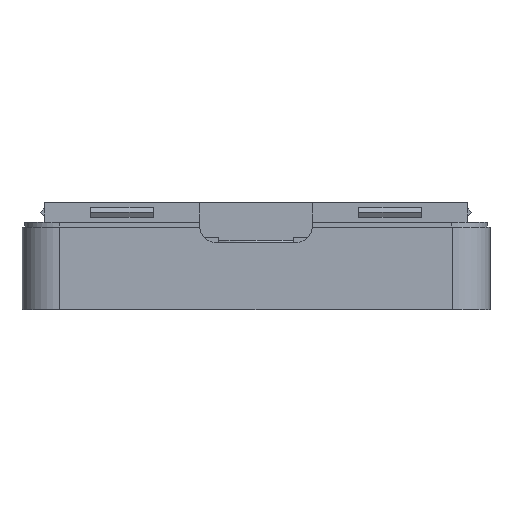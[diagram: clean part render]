
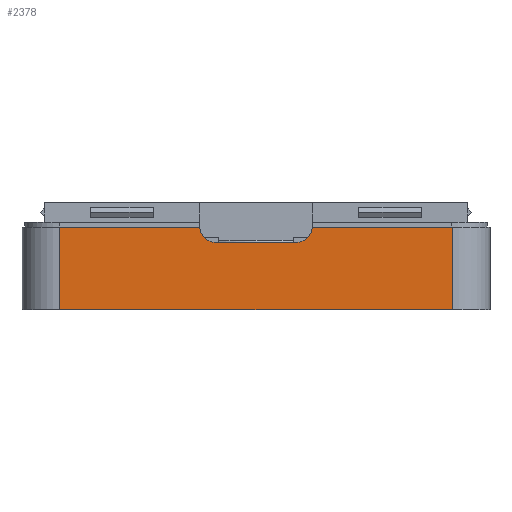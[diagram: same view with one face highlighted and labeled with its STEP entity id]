
A CAD part, front view. The second image highlights one B-rep face of the part: STEP entity #2378.
In plain terms, the highlighted planar face has unit normal (0, -1, 0).
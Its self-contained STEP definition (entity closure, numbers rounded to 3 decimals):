
#98=CIRCLE('',#2544,1.25);
#99=CIRCLE('',#2545,1.25);
#207=FACE_OUTER_BOUND('',#350,.T.);
#350=EDGE_LOOP('',(#1955,#1956,#1957,#1958,#1959,#1960,#1961,#1962));
#468=LINE('',#3416,#751);
#611=LINE('',#3763,#894);
#612=LINE('',#3765,#895);
#613=LINE('',#3769,#896);
#614=LINE('',#3773,#897);
#615=LINE('',#3774,#898);
#751=VECTOR('',#2758,10.);
#894=VECTOR('',#3071,10.);
#895=VECTOR('',#3072,10.);
#896=VECTOR('',#3075,10.);
#897=VECTOR('',#3078,10.);
#898=VECTOR('',#3079,10.);
#1015=VERTEX_POINT('',#3413);
#1016=VERTEX_POINT('',#3415);
#1135=VERTEX_POINT('',#3762);
#1136=VERTEX_POINT('',#3764);
#1137=VERTEX_POINT('',#3766);
#1138=VERTEX_POINT('',#3768);
#1139=VERTEX_POINT('',#3770);
#1140=VERTEX_POINT('',#3772);
#1263=EDGE_CURVE('',#1016,#1015,#468,.T.);
#1433=EDGE_CURVE('',#1135,#1015,#611,.T.);
#1434=EDGE_CURVE('',#1135,#1136,#612,.T.);
#1435=EDGE_CURVE('',#1136,#1137,#98,.T.);
#1436=EDGE_CURVE('',#1137,#1138,#613,.T.);
#1437=EDGE_CURVE('',#1138,#1139,#99,.T.);
#1438=EDGE_CURVE('',#1139,#1140,#614,.T.);
#1439=EDGE_CURVE('',#1016,#1140,#615,.T.);
#1955=ORIENTED_EDGE('',*,*,#1263,.T.);
#1956=ORIENTED_EDGE('',*,*,#1433,.F.);
#1957=ORIENTED_EDGE('',*,*,#1434,.T.);
#1958=ORIENTED_EDGE('',*,*,#1435,.T.);
#1959=ORIENTED_EDGE('',*,*,#1436,.T.);
#1960=ORIENTED_EDGE('',*,*,#1437,.T.);
#1961=ORIENTED_EDGE('',*,*,#1438,.T.);
#1962=ORIENTED_EDGE('',*,*,#1439,.F.);
#2262=PLANE('',#2543);
#2378=ADVANCED_FACE('',(#207),#2262,.T.);
#2543=AXIS2_PLACEMENT_3D('',#3761,#3069,#3070);
#2544=AXIS2_PLACEMENT_3D('',#3767,#3073,#3074);
#2545=AXIS2_PLACEMENT_3D('',#3771,#3076,#3077);
#2758=DIRECTION('',(1.,0.,0.));
#3069=DIRECTION('center_axis',(0.,-1.,0.));
#3070=DIRECTION('ref_axis',(1.,0.,0.));
#3071=DIRECTION('',(0.,0.,-1.));
#3072=DIRECTION('',(-1.,0.,0.));
#3073=DIRECTION('center_axis',(0.,1.,0.));
#3074=DIRECTION('ref_axis',(0.,0.,-1.));
#3075=DIRECTION('',(-1.,0.,0.));
#3076=DIRECTION('center_axis',(0.,1.,0.));
#3077=DIRECTION('ref_axis',(-1.,0.,0.));
#3078=DIRECTION('',(-1.,0.,0.));
#3079=DIRECTION('',(0.,0.,1.));
#3413=CARTESIAN_POINT('',(33.296,-0.879,0.));
#3415=CARTESIAN_POINT('',(2.121,-0.879,0.));
#3416=CARTESIAN_POINT('',(8.415,-0.879,0.));
#3761=CARTESIAN_POINT('Origin',(-0.879,-0.879,0.65));
#3762=CARTESIAN_POINT('',(33.296,-0.879,6.545));
#3763=CARTESIAN_POINT('',(33.296,-0.879,0.65));
#3764=CARTESIAN_POINT('',(22.178,-0.879,6.545));
#3765=CARTESIAN_POINT('',(17.729,-0.879,6.545));
#3766=CARTESIAN_POINT('',(20.929,-0.879,5.34));
#3767=CARTESIAN_POINT('Origin',(20.929,-0.879,6.59));
#3768=CARTESIAN_POINT('',(14.489,-0.879,5.34));
#3769=CARTESIAN_POINT('',(6.805,-0.879,5.34));
#3770=CARTESIAN_POINT('',(13.239,-0.879,6.545));
#3771=CARTESIAN_POINT('Origin',(14.489,-0.879,6.59));
#3772=CARTESIAN_POINT('',(2.121,-0.879,6.545));
#3773=CARTESIAN_POINT('',(17.729,-0.879,6.545));
#3774=CARTESIAN_POINT('',(2.121,-0.879,0.65));
